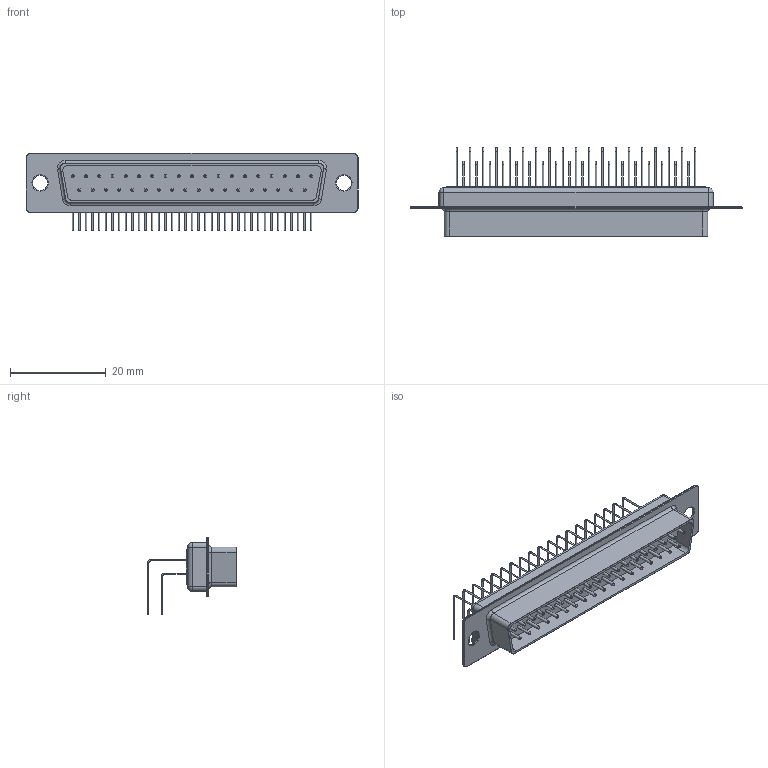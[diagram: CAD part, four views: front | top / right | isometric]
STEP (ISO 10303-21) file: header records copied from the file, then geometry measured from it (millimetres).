
FILE_DESCRIPTION(/* description */ ('model of DSUB-37_Male_Horizontal_P2.77x2.84mm_EdgePinOffset9.40mm'),/* implementation_level */ '2;1');
FILE_NAME(/* name */ 'DSUB-37_Male_Horizontal_P2.77x2.84mm_EdgePinOffset9.40mm.step',/* time_stamp */ '2019-01-05T14:15:30',/* author */ ('kicad StepUp','ksu'),/* organization */ ('FreeCAD'),/* preprocessor_version */ 'OCC',/* originating_system */ 'kicad StepUp',/* authorisation */ '');
FILE_SCHEMA(('AUTOMOTIVE_DESIGN { 1 0 10303 214 1 1 1 1 }'));
Length unit declared in the file: millimetre
Products named in the file (1): DSUB_73_male
Bounding box: 69.4 x 18.6 x 16.27 mm (x, y, z)
Volume: 3977.8 mm3; surface area: 5681.8 mm2
Topology: 1 solids, 2 shells, 469 faces, 966 edges, 576 vertices
Faces by surface type: cylinder 223, plane 107, revolution 78, torus 53, cone 4, sphere 4
Full cylindrical faces by diameter (mm): 0.3 x111, 0.6 x74, 3.2 x2
Entity records: 10214 total; most frequent: CARTESIAN_POINT 2252, ORIENTED_EDGE 1586, EDGE_CURVE 962, AXIS2_PLACEMENT_3D 931, FACE_BOUND 698, EDGE_LOOP 698, CIRCLE 659, VERTEX_POINT 576
